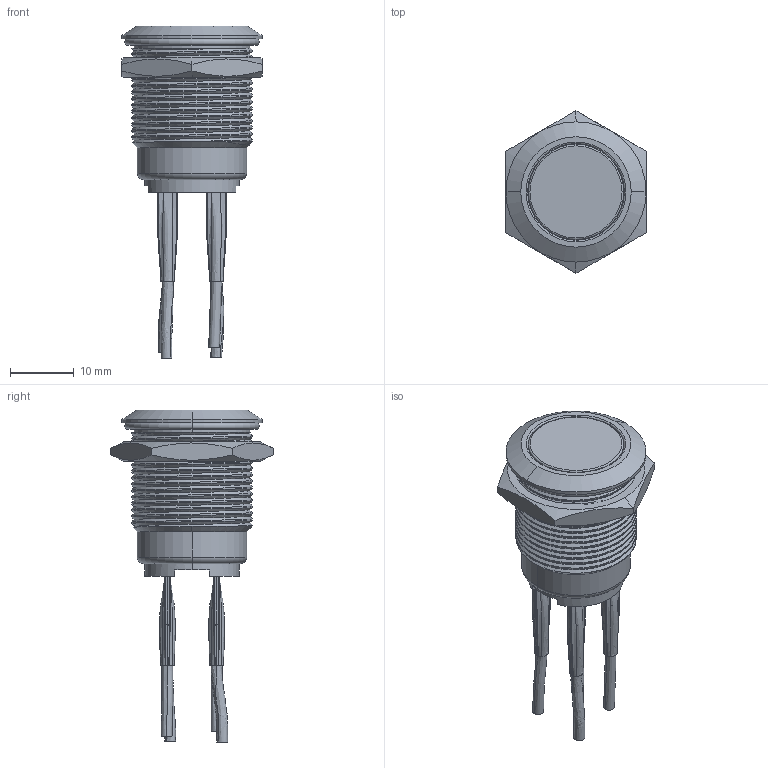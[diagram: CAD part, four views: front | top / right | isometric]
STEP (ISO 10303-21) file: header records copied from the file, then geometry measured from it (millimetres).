
FILE_DESCRIPTION (( 'STEP AP214' ), '1' );
FILE_NAME ('PB19NONC4FS.STEP', '2021-08-02T06:57:01', ( '' ), ( '' ), 'SwSTEP 2.0', 'SolidWorks 2020', '' );
FILE_SCHEMA (( 'AUTOMOTIVE_DESIGN' ));
Length unit declared in the file: millimetre
Products named in the file (5): BP-ECROU; FILS^PB19_4 FILS; PB19NONC4FS; BP-BOUTON POUSSOIR INOX_PB19NO NC; BP-JOINT_COMPRESSE
Assembly tree (4 placements, depth 2):
  PB19NONC4FS
    BP-BOUTON POUSSOIR INOX_PB19NO NC
    BP-ECROU
    BP-JOINT_COMPRESSE
    FILS^PB19_4 FILS
Bounding box: 22 x 25.4 x 51.89 mm (x, y, z)
Volume: 7382 mm3; surface area: 5338.1 mm2
Topology: 11 solids, 11 shells, 266 faces, 691 edges, 458 vertices
Faces by surface type: bspline 116, plane 73, cylinder 57, torus 12, cone 8
Entity records: 31451 total; most frequent: CARTESIAN_POINT 23486, ORIENTED_EDGE 1378, DIRECTION 903, EDGE_CURVE 689, VERTEX_POINT 454, AXIS2_PLACEMENT_3D 339, EDGE_LOOP 295, FACE_OUTER_BOUND 266
